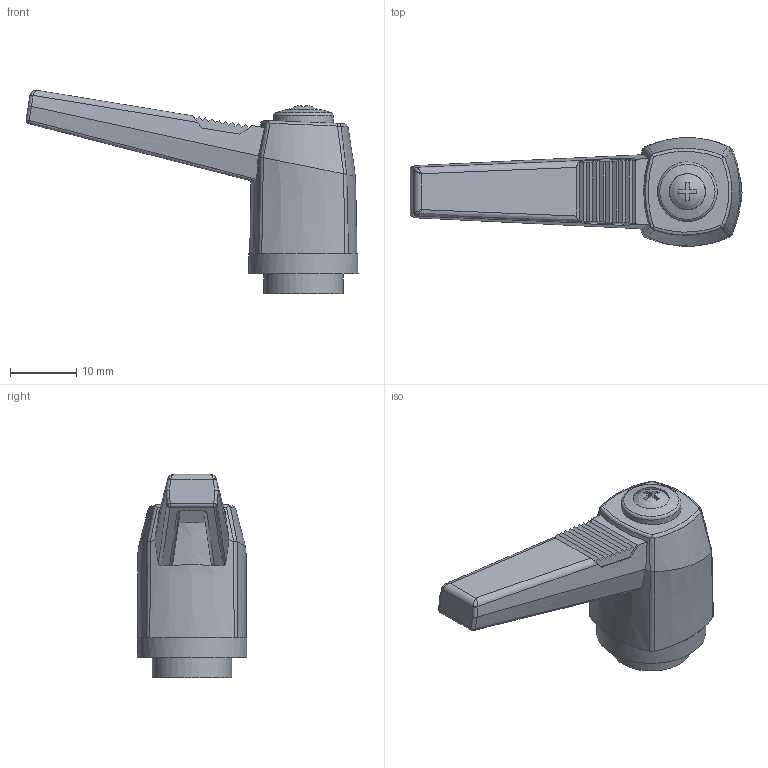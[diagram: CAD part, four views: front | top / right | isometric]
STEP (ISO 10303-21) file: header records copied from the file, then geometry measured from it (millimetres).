
FILE_DESCRIPTION( ( 'Unknown' ), '1' );
FILE_NAME( '6355005_KRB042.stp', 'Unknown', ( 'Unknown' ), ( 'Unknown' ), 'PSStep 11.0', 'Unknown', ' ' );
FILE_SCHEMA( ( 'AUTOMOTIVE_DESIGN { 1 0 10303 214 1 1 1 1 }' ) );
Length unit declared in the file: millimetre
Products named in the file (1): 1840010
Bounding box: 50.14 x 16.5 x 30.71 mm (x, y, z)
Volume: 6500 mm3; surface area: 3719.4 mm2
Topology: 1 solids, 6 shells, 143 faces, 364 edges, 234 vertices
Faces by surface type: plane 71, bspline 42, cylinder 23, sphere 3, cone 2, torus 2
Full cylindrical faces by diameter (mm): 2 x1, 2.9 x1, 3 x1, 3.242 x1, 5.5 x1, 6 x3, 7.5 x1, 9 x2, 11 x2, 11.5 x1, 12 x1, 16.5 x1
Entity records: 8310 total; most frequent: CARTESIAN_POINT 4214, ORIENTED_EDGE 656, DIRECTION 473, EDGE_CURVE 328, VERTEX_POINT 225, AXIS2_PLACEMENT_3D 178, EDGE_LOOP 177, FACE_OUTER_BOUND 163
